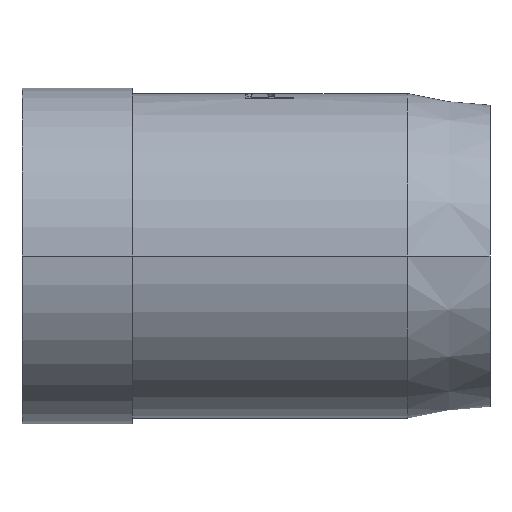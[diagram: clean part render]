
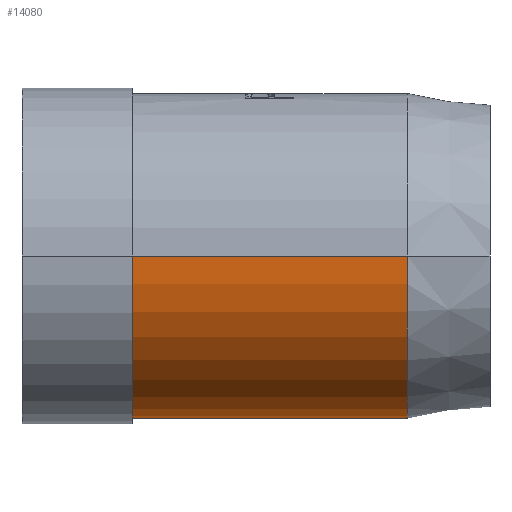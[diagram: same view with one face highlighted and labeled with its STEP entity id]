
A CAD part, front view. The second image highlights one B-rep face of the part: STEP entity #14080.
In plain terms, the highlighted cylindrical face has radius 5.9 mm (diameter 11.8 mm), a partial arc.
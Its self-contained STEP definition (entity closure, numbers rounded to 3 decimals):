
#460=CARTESIAN_POINT('',(14.,5.9,0.));
#470=VERTEX_POINT('',#460);
#550=CARTESIAN_POINT('',(14.,-5.9,0.));
#560=VERTEX_POINT('',#550);
#590=CARTESIAN_POINT('',(14.,0.,0.));
#600=DIRECTION('',(-1.,0.,0.));
#610=DIRECTION('',(0.,1.,0.));
#620=AXIS2_PLACEMENT_3D('',#590,#600,#610);
#630=CIRCLE('',#620,5.9);
#740=CARTESIAN_POINT('',(9.,5.9,0.));
#750=DIRECTION('',(1.,-0.,-0.));
#760=VECTOR('',#750,1.);
#770=LINE('',#740,#760);
#780=CARTESIAN_POINT('',(4.,5.9,0.));
#790=VERTEX_POINT('',#780);
#800=EDGE_CURVE('',#790,#470,#770,.T.);
#830=CARTESIAN_POINT('',(9.,-5.9,0.));
#840=DIRECTION('',(1.,-0.,-0.));
#850=VECTOR('',#840,1.);
#860=LINE('',#830,#850);
#870=CARTESIAN_POINT('',(4.,-5.9,0.));
#880=VERTEX_POINT('',#870);
#890=EDGE_CURVE('',#880,#560,#860,.T.);
#910=CARTESIAN_POINT('',(4.,0.,0.));
#920=DIRECTION('',(-1.,0.,0.));
#930=DIRECTION('',(0.,1.,0.));
#940=AXIS2_PLACEMENT_3D('',#910,#920,#930);
#950=CIRCLE('',#940,5.9);
#3800=EDGE_CURVE('',#790,#880,#950,.T.);
#13960=CARTESIAN_POINT('',(9.,0.,0.));
#13970=DIRECTION('',(1.,-0.,-0.));
#13980=DIRECTION('',(-0.,-1.,0.));
#13990=AXIS2_PLACEMENT_3D('',#13960,#13970,#13980);
#14000=CYLINDRICAL_SURFACE('',#13990,5.9);
#14010=EDGE_CURVE('',#470,#560,#630,.T.);
#14020=ORIENTED_EDGE('',*,*,#14010,.T.);
#14030=ORIENTED_EDGE('',*,*,#800,.T.);
#14040=ORIENTED_EDGE('',*,*,#3800,.F.);
#14050=ORIENTED_EDGE('',*,*,#890,.F.);
#14060=EDGE_LOOP('',(#14050,#14040,#14030,#14020));
#14070=FACE_OUTER_BOUND('',#14060,.T.);
#14080=ADVANCED_FACE('',(#14070),#14000,.T.);
